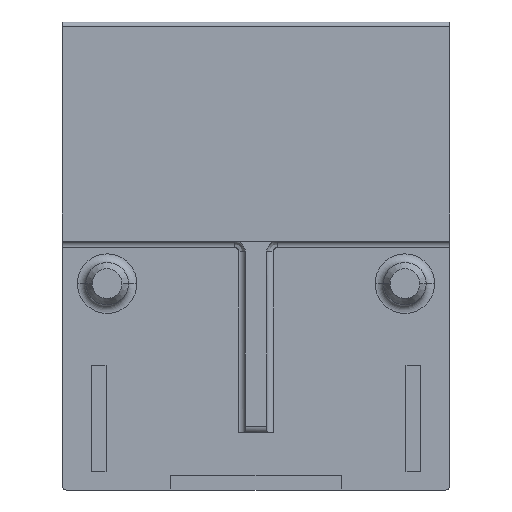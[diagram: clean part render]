
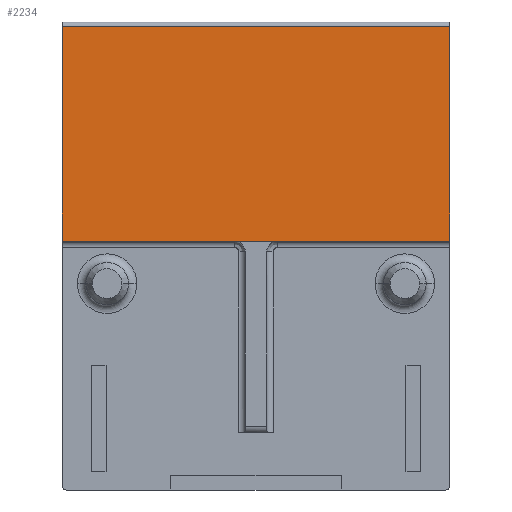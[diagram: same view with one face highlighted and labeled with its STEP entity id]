
A CAD part, front view. The second image highlights one B-rep face of the part: STEP entity #2234.
In plain terms, the highlighted planar face has unit normal (0, -1, 0).
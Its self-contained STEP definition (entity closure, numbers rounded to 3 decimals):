
#215=DIRECTION('',(0.,0.,-1.));
#216=VECTOR('',#215,5.05);
#217=CARTESIAN_POINT('',(4.55,-2.675,-0.1));
#218=LINE('',#217,#216);
#268=DIRECTION('',(1.,0.,0.));
#269=VECTOR('',#268,9.1);
#270=CARTESIAN_POINT('',(-4.55,-2.675,-0.1));
#271=LINE('',#270,#269);
#272=DIRECTION('',(1.,0.,0.));
#273=VECTOR('',#272,9.1);
#274=CARTESIAN_POINT('',(-4.55,-2.675,-5.15));
#275=LINE('',#274,#273);
#276=DIRECTION('',(0.,0.,-1.));
#277=VECTOR('',#276,5.05);
#278=CARTESIAN_POINT('',(-4.55,-2.675,-0.1));
#279=LINE('',#278,#277);
#1792=CARTESIAN_POINT('',(-4.55,-2.675,-5.15));
#1793=CARTESIAN_POINT('',(4.55,-2.675,-5.15));
#1794=VERTEX_POINT('',#1792);
#1795=VERTEX_POINT('',#1793);
#1797=CARTESIAN_POINT('',(4.55,-2.675,-0.1));
#1799=VERTEX_POINT('',#1797);
#1800=CARTESIAN_POINT('',(-4.55,-2.675,-0.1));
#1801=VERTEX_POINT('',#1800);
#2222=CARTESIAN_POINT('',(-4.55,-2.675,0.));
#2223=DIRECTION('',(0.,-1.,0.));
#2224=DIRECTION('',(1.,0.,0.));
#2225=AXIS2_PLACEMENT_3D('',#2222,#2223,#2224);
#2226=PLANE('',#2225);
#2227=ORIENTED_EDGE('',*,*,#2127,.T.);
#2228=ORIENTED_EDGE('',*,*,#2167,.T.);
#2230=ORIENTED_EDGE('',*,*,#2229,.F.);
#2231=ORIENTED_EDGE('',*,*,#2192,.F.);
#2232=EDGE_LOOP('',(#2227,#2228,#2230,#2231));
#2233=FACE_OUTER_BOUND('',#2232,.F.);
#2127=EDGE_CURVE('',#1801,#1799,#271,.T.);
#2167=EDGE_CURVE('',#1799,#1795,#218,.T.);
#2192=EDGE_CURVE('',#1801,#1794,#279,.T.);
#2229=EDGE_CURVE('',#1794,#1795,#275,.T.);
#2234=ADVANCED_FACE('',(#2233),#2226,.T.);
